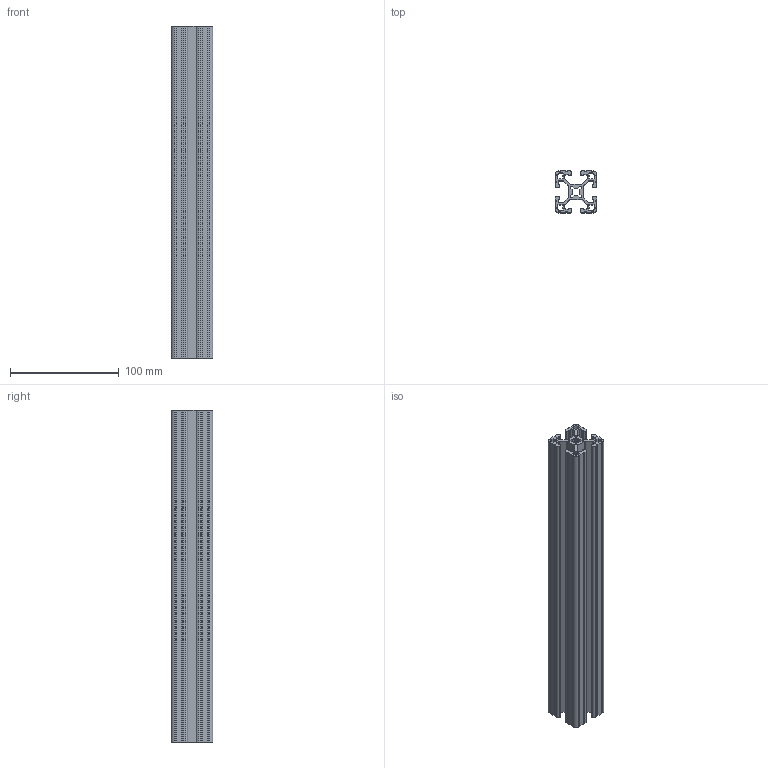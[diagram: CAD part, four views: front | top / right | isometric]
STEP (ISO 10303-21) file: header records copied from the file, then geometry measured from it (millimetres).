
FILE_DESCRIPTION (( 'STEP AP214' ), '1' );
FILE_NAME ('8020-1515-UL.STEP', '2011-06-09T22:07:18', ( 'sysAdmin' ), ( 'SolidWorks' ), 'SwSTEP 2.0', 'SolidWorks 2011', '' );
FILE_SCHEMA (( 'AUTOMOTIVE_DESIGN' ));
Length unit declared in the file: inch
Products named in the file (1): 8020-1515-UL
Bounding box: 38.1 x 38.1 x 304.8 mm (x, y, z)
Volume: 155706.2 mm3; surface area: 142894.5 mm2
Topology: 1 solids, 1 shells, 299 faces, 891 edges, 594 vertices
Faces by surface type: cylinder 173, plane 126
Entity records: 10231 total; most frequent: DIRECTION 1837, CARTESIAN_POINT 1785, ORIENTED_EDGE 1782, EDGE_CURVE 891, AXIS2_PLACEMENT_3D 646, VERTEX_POINT 594, VECTOR 545, LINE 545
